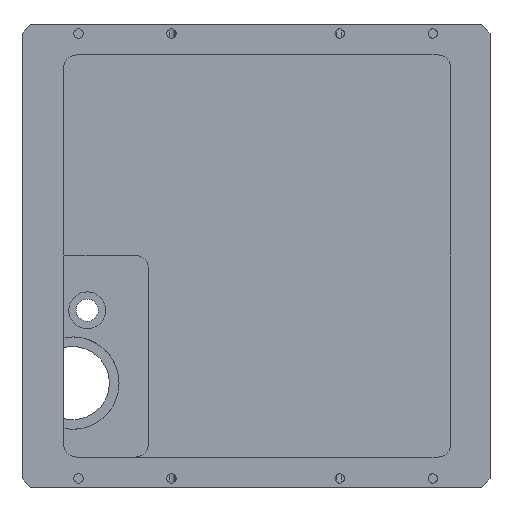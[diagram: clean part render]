
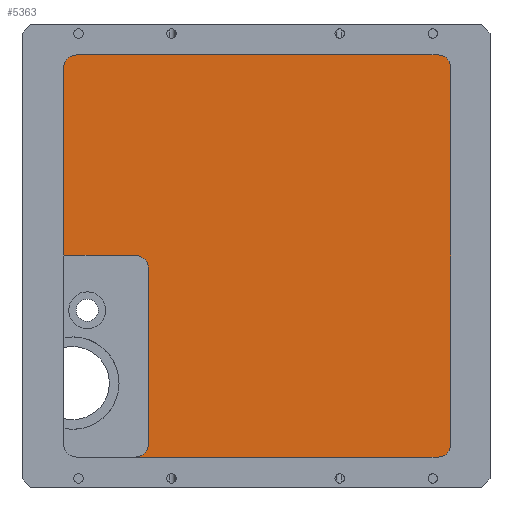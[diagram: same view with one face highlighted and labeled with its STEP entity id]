
A CAD part, front view. The second image highlights one B-rep face of the part: STEP entity #5363.
In plain terms, the highlighted planar face has unit normal (0, -1, 0).
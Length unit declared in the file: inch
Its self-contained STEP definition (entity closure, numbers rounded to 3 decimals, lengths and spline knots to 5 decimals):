
#100=PLANE('',#5760);
#308=FACE_OUTER_BOUND('',#602,.T.);
#602=EDGE_LOOP('',(#4142,#4143,#4144,#4145,#4146,#4147,#4148,#4149,#4150,
#4151,#4152,#4153));
#912=LINE('',#8002,#1508);
#915=LINE('',#8010,#1511);
#924=LINE('',#8030,#1520);
#926=LINE('',#8037,#1522);
#1081=LINE('',#8413,#1677);
#1085=LINE('',#8425,#1681);
#1508=VECTOR('',#6409,0.3937);
#1511=VECTOR('',#6418,0.3937);
#1520=VECTOR('',#6441,0.3937);
#1522=VECTOR('',#6449,0.3937);
#1677=VECTOR('',#6718,0.3937);
#1681=VECTOR('',#6730,0.3937);
#2053=CIRCLE('',#5679,0.22);
#2054=CIRCLE('',#5684,0.22);
#2055=CIRCLE('',#5687,0.22);
#2090=CIRCLE('',#5751,0.22);
#2092=CIRCLE('',#5755,0.22);
#2094=CIRCLE('',#5759,0.22);
#2329=VERTEX_POINT('',#7990);
#2330=VERTEX_POINT('',#7991);
#2331=VERTEX_POINT('',#8001);
#2332=VERTEX_POINT('',#8005);
#2333=VERTEX_POINT('',#8009);
#2334=VERTEX_POINT('',#8013);
#2337=VERTEX_POINT('',#8028);
#2339=VERTEX_POINT('',#8036);
#2501=VERTEX_POINT('',#8405);
#2503=VERTEX_POINT('',#8411);
#2505=VERTEX_POINT('',#8417);
#2507=VERTEX_POINT('',#8423);
#2912=EDGE_CURVE('',#2329,#2330,#2053,.T.);
#2918=EDGE_CURVE('',#2331,#2329,#912,.T.);
#2920=EDGE_CURVE('',#2332,#2331,#2054,.T.);
#2922=EDGE_CURVE('',#2333,#2332,#915,.T.);
#2924=EDGE_CURVE('',#2334,#2333,#2055,.T.);
#2932=EDGE_CURVE('',#2337,#2330,#924,.T.);
#2935=EDGE_CURVE('',#2334,#2339,#926,.T.);
#3121=EDGE_CURVE('',#2501,#2337,#2090,.T.);
#3124=EDGE_CURVE('',#2503,#2501,#1081,.T.);
#3127=EDGE_CURVE('',#2505,#2503,#2092,.T.);
#3130=EDGE_CURVE('',#2507,#2505,#1085,.T.);
#3132=EDGE_CURVE('',#2339,#2507,#2094,.T.);
#4142=ORIENTED_EDGE('',*,*,#2912,.T.);
#4143=ORIENTED_EDGE('',*,*,#2932,.F.);
#4144=ORIENTED_EDGE('',*,*,#3121,.F.);
#4145=ORIENTED_EDGE('',*,*,#3124,.F.);
#4146=ORIENTED_EDGE('',*,*,#3127,.F.);
#4147=ORIENTED_EDGE('',*,*,#3130,.F.);
#4148=ORIENTED_EDGE('',*,*,#3132,.F.);
#4149=ORIENTED_EDGE('',*,*,#2935,.F.);
#4150=ORIENTED_EDGE('',*,*,#2924,.T.);
#4151=ORIENTED_EDGE('',*,*,#2922,.T.);
#4152=ORIENTED_EDGE('',*,*,#2920,.T.);
#4153=ORIENTED_EDGE('',*,*,#2918,.T.);
#5363=ADVANCED_FACE('',(#308),#100,.F.);
#5679=AXIS2_PLACEMENT_3D('',#7992,#6396,#6397);
#5684=AXIS2_PLACEMENT_3D('',#8006,#6413,#6414);
#5687=AXIS2_PLACEMENT_3D('',#8014,#6422,#6423);
#5751=AXIS2_PLACEMENT_3D('',#8407,#6712,#6713);
#5755=AXIS2_PLACEMENT_3D('',#8419,#6724,#6725);
#5759=AXIS2_PLACEMENT_3D('',#8428,#6735,#6736);
#5760=AXIS2_PLACEMENT_3D('',#8429,#6737,#6738);
#6396=DIRECTION('center_axis',(0.,1.,0.));
#6397=DIRECTION('ref_axis',(0.,0.,-1.));
#6409=DIRECTION('',(0.,0.,-1.));
#6413=DIRECTION('center_axis',(0.,1.,0.));
#6414=DIRECTION('ref_axis',(1.,0.,0.));
#6418=DIRECTION('',(1.,0.,0.));
#6422=DIRECTION('center_axis',(0.,1.,0.));
#6423=DIRECTION('ref_axis',(0.,0.,1.));
#6441=DIRECTION('',(-1.,0.,0.));
#6449=DIRECTION('',(0.,0.,1.));
#6712=DIRECTION('center_axis',(0.,1.,0.));
#6713=DIRECTION('ref_axis',(1.,0.,0.));
#6718=DIRECTION('',(0.,0.,-1.));
#6724=DIRECTION('center_axis',(0.,1.,0.));
#6725=DIRECTION('ref_axis',(0.,0.,1.));
#6730=DIRECTION('',(1.,0.,0.));
#6735=DIRECTION('center_axis',(0.,1.,0.));
#6736=DIRECTION('ref_axis',(-1.,0.,0.));
#6737=DIRECTION('center_axis',(0.,1.,0.));
#6738=DIRECTION('ref_axis',(1.,0.,0.));
#7990=CARTESIAN_POINT('',(-15.49052,0.375,-3.69932));
#7991=CARTESIAN_POINT('',(-15.71052,0.375,-3.91932));
#7992=CARTESIAN_POINT('Origin',(-15.71052,0.375,-3.69932));
#8001=CARTESIAN_POINT('',(-15.49052,0.375,-0.64932));
#8002=CARTESIAN_POINT('',(-15.49052,0.375,-0.54432));
#8005=CARTESIAN_POINT('',(-15.71052,0.375,-0.42932));
#8006=CARTESIAN_POINT('Origin',(-15.71052,0.375,-0.64932));
#8009=CARTESIAN_POINT('',(-16.93687,0.375,-0.42932));
#8010=CARTESIAN_POINT('',(-15.27084,0.375,-0.42932));
#8013=CARTESIAN_POINT('',(-16.95411,0.375,-0.43));
#8014=CARTESIAN_POINT('Origin',(-16.93687,0.375,-0.64932));
#8028=CARTESIAN_POINT('',(-10.47552,0.375,-3.91932));
#8030=CARTESIAN_POINT('',(-10.25552,0.375,-3.91932));
#8036=CARTESIAN_POINT('',(-16.95411,0.375,2.82068));
#8037=CARTESIAN_POINT('',(-16.95411,0.375,-3.91932));
#8405=CARTESIAN_POINT('',(-10.25552,0.375,-3.69932));
#8407=CARTESIAN_POINT('Origin',(-10.47552,0.375,-3.69932));
#8411=CARTESIAN_POINT('',(-10.25552,0.375,2.82068));
#8413=CARTESIAN_POINT('',(-10.25552,0.375,2.82068));
#8417=CARTESIAN_POINT('',(-10.47552,0.375,3.04068));
#8419=CARTESIAN_POINT('Origin',(-10.47552,0.375,2.82068));
#8423=CARTESIAN_POINT('',(-16.73411,0.375,3.04068));
#8425=CARTESIAN_POINT('',(-16.73411,0.375,3.04068));
#8428=CARTESIAN_POINT('Origin',(-16.73411,0.375,2.82068));
#8429=CARTESIAN_POINT('Origin',(-13.60481,0.375,-0.43932));
